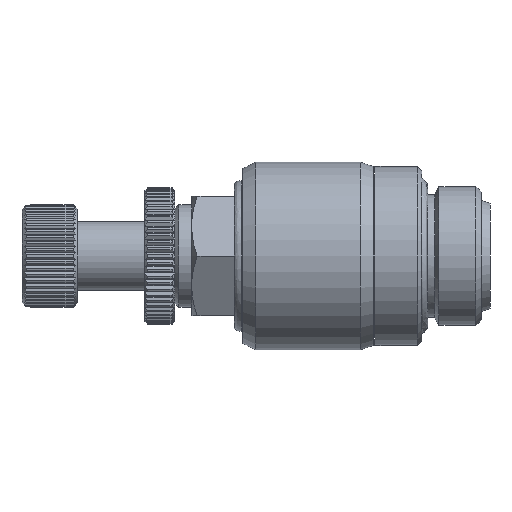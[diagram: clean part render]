
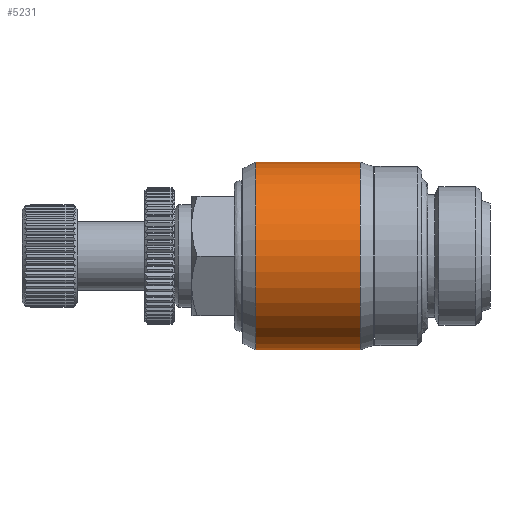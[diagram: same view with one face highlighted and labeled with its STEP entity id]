
A CAD part, left-side view. The second image highlights one B-rep face of the part: STEP entity #5231.
In plain terms, the highlighted cylindrical face has radius 11 mm (diameter 22 mm), a partial arc.
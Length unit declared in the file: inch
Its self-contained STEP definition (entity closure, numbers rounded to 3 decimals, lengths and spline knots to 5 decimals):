
#308 = CARTESIAN_POINT ( 'NONE',  ( 0., 0.84055, 0. ) ) ;
#443 = CARTESIAN_POINT ( 'NONE',  ( 0., 1.08268, -0.43307 ) ) ;
#613 = DIRECTION ( 'NONE',  ( 0., 0., 1. ) ) ;
#692 = CYLINDRICAL_SURFACE ( 'NONE', #3084, 0.43307 ) ;
#1366 = CARTESIAN_POINT ( 'NONE',  ( 0., 0.84055, -0.43307 ) ) ;
#1570 = CARTESIAN_POINT ( 'NONE',  ( 0., 0.59843, 0.43307 ) ) ;
#1668 = DIRECTION ( 'NONE',  ( 0., 1., 0. ) ) ;
#3084 = AXIS2_PLACEMENT_3D ( 'NONE', #308, #1668, #5689 ) ;
#3120 = ORIENTED_EDGE ( 'NONE', *, *, #9446, .T. ) ;
#3296 = ORIENTED_EDGE ( 'NONE', *, *, #11430, .T. ) ;
#3435 = VECTOR ( 'NONE', #10695, 39.37008 ) ;
#3694 = CARTESIAN_POINT ( 'NONE',  ( 0., 0.59843, 0. ) ) ;
#3717 = VERTEX_POINT ( 'NONE', #1570 ) ;
#5045 = DIRECTION ( 'NONE',  ( 0., 0., 1. ) ) ;
#5231 = ADVANCED_FACE ( 'NONE', ( #11327 ), #692, .T. ) ;
#5689 = DIRECTION ( 'NONE',  ( 0., 0., 1. ) ) ;
#6306 = EDGE_LOOP ( 'NONE', ( #14931, #15867, #3120, #3296 ) ) ;
#6640 = CARTESIAN_POINT ( 'NONE',  ( 0., 1.08268, 0.43307 ) ) ;
#8621 = DIRECTION ( 'NONE',  ( 0., -1., 0. ) ) ;
#8764 = VERTEX_POINT ( 'NONE', #16646 ) ;
#9446 = EDGE_CURVE ( 'NONE', #3717, #14166, #9636, .T. ) ;
#9636 = LINE ( 'NONE', #10167, #16759 ) ;
#10167 = CARTESIAN_POINT ( 'NONE',  ( 0., 0.84055, 0.43307 ) ) ;
#10532 = LINE ( 'NONE', #1366, #3435 ) ;
#10695 = DIRECTION ( 'NONE',  ( 0., 1., 0. ) ) ;
#11327 = FACE_OUTER_BOUND ( 'NONE', #6306, .T. ) ;
#11430 = EDGE_CURVE ( 'NONE', #14166, #12528, #16284, .T. ) ;
#12528 = VERTEX_POINT ( 'NONE', #443 ) ;
#13033 = DIRECTION ( 'NONE',  ( 0., 1., 0. ) ) ;
#14166 = VERTEX_POINT ( 'NONE', #6640 ) ;
#14561 = EDGE_CURVE ( 'NONE', #8764, #3717, #17035, .T. ) ;
#14695 = EDGE_CURVE ( 'NONE', #8764, #12528, #10532, .T. ) ;
#14803 = AXIS2_PLACEMENT_3D ( 'NONE', #16617, #8621, #613 ) ;
#14931 = ORIENTED_EDGE ( 'NONE', *, *, #14695, .F. ) ;
#15867 = ORIENTED_EDGE ( 'NONE', *, *, #14561, .T. ) ;
#16284 = CIRCLE ( 'NONE', #14803, 0.43307 ) ;
#16562 = AXIS2_PLACEMENT_3D ( 'NONE', #3694, #13033, #5045 ) ;
#16617 = CARTESIAN_POINT ( 'NONE',  ( 0., 1.08268, 0. ) ) ;
#16646 = CARTESIAN_POINT ( 'NONE',  ( 0., 0.59843, -0.43307 ) ) ;
#16759 = VECTOR ( 'NONE', #16906, 39.37008 ) ;
#16906 = DIRECTION ( 'NONE',  ( 0., 1., 0. ) ) ;
#17035 = CIRCLE ( 'NONE', #16562, 0.43307 ) ;
